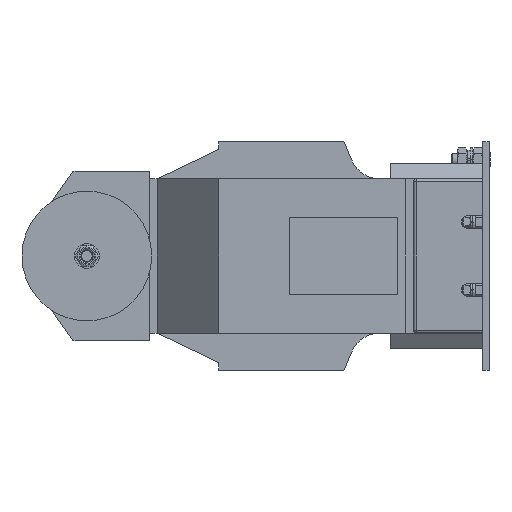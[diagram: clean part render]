
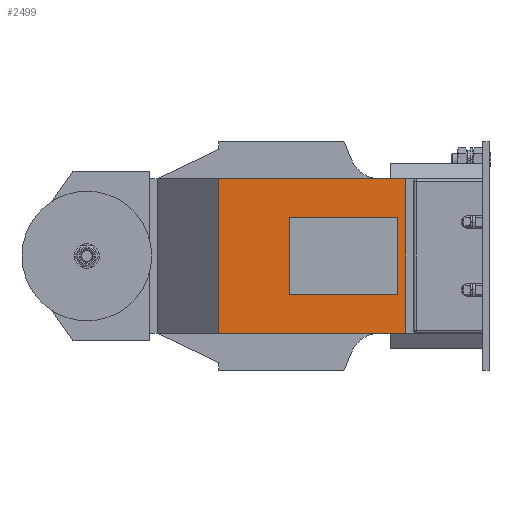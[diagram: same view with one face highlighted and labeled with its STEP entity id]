
A CAD part, left-side view. The second image highlights one B-rep face of the part: STEP entity #2499.
In plain terms, the highlighted planar face has unit normal (-1, 0, 0).
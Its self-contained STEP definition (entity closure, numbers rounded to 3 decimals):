
#1189 = VECTOR ( 'NONE', #22998, 1000. ) ;
#2368 = VECTOR ( 'NONE', #2413, 1000. ) ;
#2413 = DIRECTION ( 'NONE',  ( 0., 0., 1. ) ) ;
#2499 = ADVANCED_FACE ( 'NONE', ( #27286, #41263 ), #9907, .F. ) ;
#2621 = CARTESIAN_POINT ( 'NONE',  ( -1.356, 119.048, 314.574 ) ) ;
#3164 = VERTEX_POINT ( 'NONE', #7189 ) ;
#3253 = CARTESIAN_POINT ( 'NONE',  ( -1.356, 280.048, 289.574 ) ) ;
#3899 = CARTESIAN_POINT ( 'NONE',  ( -1.356, 189.048, 364.574 ) ) ;
#5078 = DIRECTION ( 'NONE',  ( 0., -1., 0. ) ) ;
#5851 = CARTESIAN_POINT ( 'NONE',  ( -1.356, 235.048, 289.574 ) ) ;
#6066 = VERTEX_POINT ( 'NONE', #26635 ) ;
#6512 = ORIENTED_EDGE ( 'NONE', *, *, #44775, .F. ) ;
#7067 = LINE ( 'NONE', #21041, #11957 ) ;
#7189 = CARTESIAN_POINT ( 'NONE',  ( -1.356, 189.048, 314.574 ) ) ;
#7665 = EDGE_CURVE ( 'NONE', #32734, #38552, #14344, .T. ) ;
#7969 = ORIENTED_EDGE ( 'NONE', *, *, #15652, .F. ) ;
#8267 = DIRECTION ( 'NONE',  ( 0., -1., 0. ) ) ;
#8622 = EDGE_CURVE ( 'NONE', #38552, #6066, #40421, .T. ) ;
#9084 = CARTESIAN_POINT ( 'NONE',  ( -1.356, 280.048, 389.574 ) ) ;
#9907 = PLANE ( 'NONE',  #24898 ) ;
#11318 = ORIENTED_EDGE ( 'NONE', *, *, #41303, .T. ) ;
#11957 = VECTOR ( 'NONE', #35020, 1000. ) ;
#12463 = CARTESIAN_POINT ( 'NONE',  ( -1.356, 235.048, 389.574 ) ) ;
#13080 = ORIENTED_EDGE ( 'NONE', *, *, #22654, .F. ) ;
#13254 = CARTESIAN_POINT ( 'NONE',  ( -1.356, 189.048, 364.574 ) ) ;
#14344 = LINE ( 'NONE', #28276, #32071 ) ;
#14372 = CARTESIAN_POINT ( 'NONE',  ( -1.356, 119.048, 364.574 ) ) ;
#15652 = EDGE_CURVE ( 'NONE', #31265, #25291, #44569, .T. ) ;
#17129 = CARTESIAN_POINT ( 'NONE',  ( -1.356, 114.048, 289.574 ) ) ;
#17219 = DIRECTION ( 'NONE',  ( 1., 0., 0. ) ) ;
#17856 = DIRECTION ( 'NONE',  ( 0., 0., -1. ) ) ;
#19472 = VECTOR ( 'NONE', #27165, 1000. ) ;
#19824 = LINE ( 'NONE', #33781, #2368 ) ;
#21041 = CARTESIAN_POINT ( 'NONE',  ( -1.356, 114.048, 265.574 ) ) ;
#21898 = VERTEX_POINT ( 'NONE', #2621 ) ;
#22129 = EDGE_CURVE ( 'NONE', #21898, #31265, #19824, .T. ) ;
#22447 = LINE ( 'NONE', #36418, #44818 ) ;
#22654 = EDGE_CURVE ( 'NONE', #3164, #21898, #22447, .T. ) ;
#22708 = CARTESIAN_POINT ( 'NONE',  ( -1.356, 189.048, 364.574 ) ) ;
#22875 = EDGE_CURVE ( 'NONE', #30179, #6066, #7067, .T. ) ;
#22998 = DIRECTION ( 'NONE',  ( 0., -1., 0. ) ) ;
#23400 = ORIENTED_EDGE ( 'NONE', *, *, #22129, .F. ) ;
#24804 = ORIENTED_EDGE ( 'NONE', *, *, #22875, .T. ) ;
#24857 = VECTOR ( 'NONE', #17856, 1000. ) ;
#24898 = AXIS2_PLACEMENT_3D ( 'NONE', #3253, #17219, #31169 ) ;
#25291 = VERTEX_POINT ( 'NONE', #22708 ) ;
#25644 = LINE ( 'NONE', #39629, #26354 ) ;
#26287 = EDGE_LOOP ( 'NONE', ( #11318, #24804, #35626, #32232 ) ) ;
#26354 = VECTOR ( 'NONE', #8267, 1000. ) ;
#26635 = CARTESIAN_POINT ( 'NONE',  ( -1.356, 114.048, 389.574 ) ) ;
#27165 = DIRECTION ( 'NONE',  ( 0., 1., 0. ) ) ;
#27286 = FACE_OUTER_BOUND ( 'NONE', #26287, .T. ) ;
#28276 = CARTESIAN_POINT ( 'NONE',  ( -1.356, 235.048, 265.574 ) ) ;
#30179 = VERTEX_POINT ( 'NONE', #17129 ) ;
#31169 = DIRECTION ( 'NONE',  ( 0., 0., -1. ) ) ;
#31265 = VERTEX_POINT ( 'NONE', #14372 ) ;
#32071 = VECTOR ( 'NONE', #42252, 1000. ) ;
#32232 = ORIENTED_EDGE ( 'NONE', *, *, #7665, .F. ) ;
#32734 = VERTEX_POINT ( 'NONE', #5851 ) ;
#33781 = CARTESIAN_POINT ( 'NONE',  ( -1.356, 119.048, 364.574 ) ) ;
#35020 = DIRECTION ( 'NONE',  ( 0., 0., 1. ) ) ;
#35266 = LINE ( 'NONE', #3899, #24857 ) ;
#35626 = ORIENTED_EDGE ( 'NONE', *, *, #8622, .F. ) ;
#36418 = CARTESIAN_POINT ( 'NONE',  ( -1.356, 189.048, 314.574 ) ) ;
#38552 = VERTEX_POINT ( 'NONE', #12463 ) ;
#39629 = CARTESIAN_POINT ( 'NONE',  ( -1.356, 280.048, 289.574 ) ) ;
#40421 = LINE ( 'NONE', #9084, #1189 ) ;
#41263 = FACE_BOUND ( 'NONE', #42296, .T. ) ;
#41303 = EDGE_CURVE ( 'NONE', #32734, #30179, #25644, .T. ) ;
#42252 = DIRECTION ( 'NONE',  ( 0., 0., 1. ) ) ;
#42296 = EDGE_LOOP ( 'NONE', ( #13080, #6512, #7969, #23400 ) ) ;
#44569 = LINE ( 'NONE', #13254, #19472 ) ;
#44775 = EDGE_CURVE ( 'NONE', #25291, #3164, #35266, .T. ) ;
#44818 = VECTOR ( 'NONE', #5078, 1000. ) ;
